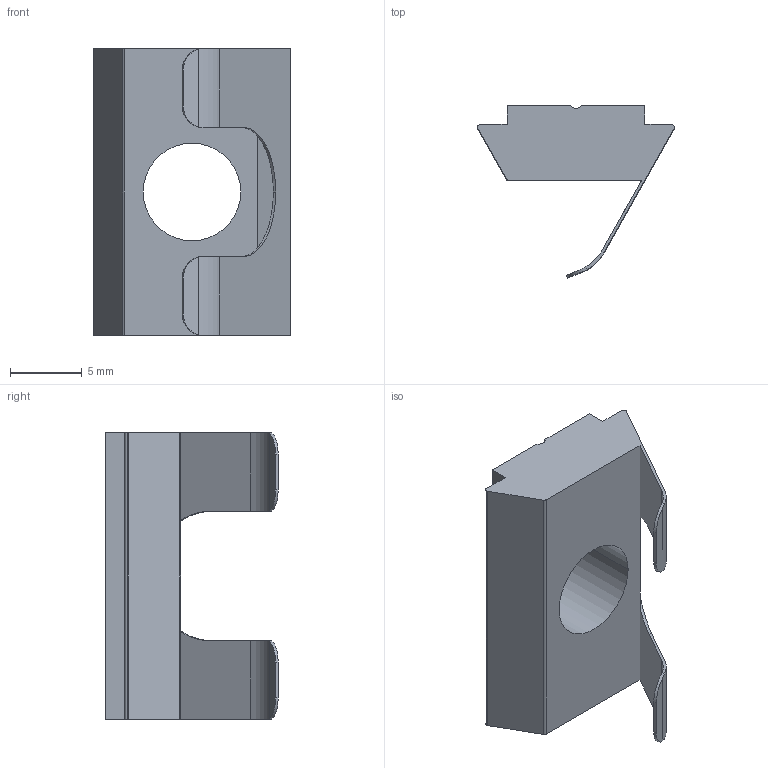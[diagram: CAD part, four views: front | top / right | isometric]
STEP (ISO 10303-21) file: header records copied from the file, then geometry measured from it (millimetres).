
FILE_DESCRIPTION (( 'STEP AP214' ), '1' );
FILE_NAME ('SNSD.30.51.28. Ñóõàðü ïàçîâûé ñ ëàïêîé Ì8, ïàç 10(B23).STEP', '2014-12-01T07:51:03', ( 'XTreme.ws' ), ( 'XTreme.ws' ), 'SwSTEP 2.0', 'SolidWorks 2014', '' );
FILE_SCHEMA (( 'AUTOMOTIVE_DESIGN' ));
Length unit declared in the file: millimetre
Products named in the file (1): SNSD.30.51.28. Ñóõàðü ïàçîâûé ñ ëàïêîé Ì8, ïàç 10(B23)
Bounding box: 13.72 x 12 x 20 mm (x, y, z)
Volume: 995.3 mm3; surface area: 1046.2 mm2
Topology: 1 solids, 1 shells, 43 faces, 121 edges, 79 vertices
Faces by surface type: plane 22, cylinder 18, cone 3
Entity records: 1476 total; most frequent: CARTESIAN_POINT 288, ORIENTED_EDGE 242, DIRECTION 238, EDGE_CURVE 121, AXIS2_PLACEMENT_3D 85, VERTEX_POINT 79, LINE 68, VECTOR 68
